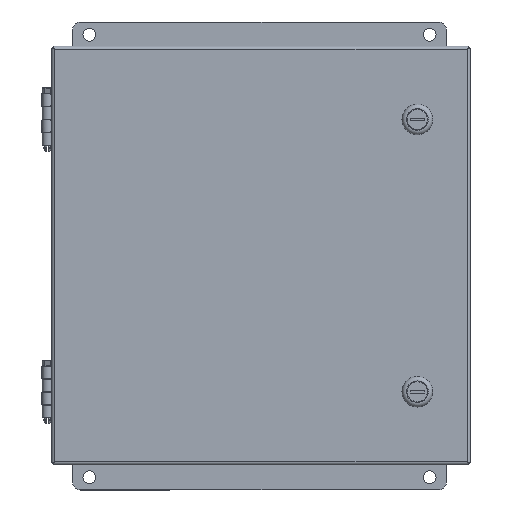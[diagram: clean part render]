
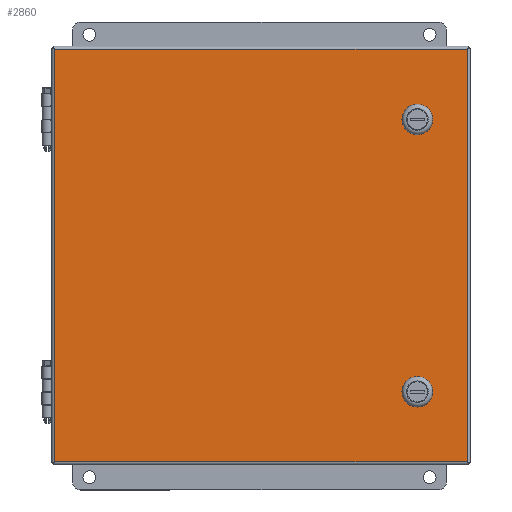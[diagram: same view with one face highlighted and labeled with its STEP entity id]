
A CAD part, top view. The second image highlights one B-rep face of the part: STEP entity #2860.
In plain terms, the highlighted face is planar.
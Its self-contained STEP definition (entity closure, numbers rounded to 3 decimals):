
#2860 = ADVANCED_FACE( '', ( #6565, #6566, #6567 ), #6568, .T. );
#6565 = FACE_BOUND( '', #17145, .T. );
#6566 = FACE_BOUND( '', #17146, .T. );
#6567 = FACE_OUTER_BOUND( '', #17147, .T. );
#6568 = PLANE( '', #17148 );
#17145 = EDGE_LOOP( '', ( #47393, #47394, #47395, #47396 ) );
#17146 = EDGE_LOOP( '', ( #47397, #47398, #47399, #47400 ) );
#17147 = EDGE_LOOP( '', ( #47401, #47402, #47403, #47404 ) );
#17148 = AXIS2_PLACEMENT_3D( '', #47405, #47406, #47407 );
#47393 = ORIENTED_EDGE( '', *, *, #59461, .F. );
#47394 = ORIENTED_EDGE( '', *, *, #60401, .F. );
#47395 = ORIENTED_EDGE( '', *, *, #60402, .F. );
#47396 = ORIENTED_EDGE( '', *, *, #59358, .F. );
#47397 = ORIENTED_EDGE( '', *, *, #60403, .F. );
#47398 = ORIENTED_EDGE( '', *, *, #60404, .F. );
#47399 = ORIENTED_EDGE( '', *, *, #60405, .F. );
#47400 = ORIENTED_EDGE( '', *, *, #60406, .F. );
#47401 = ORIENTED_EDGE( '', *, *, #60407, .T. );
#47402 = ORIENTED_EDGE( '', *, *, #60408, .F. );
#47403 = ORIENTED_EDGE( '', *, *, #60409, .T. );
#47404 = ORIENTED_EDGE( '', *, *, #60410, .T. );
#47405 = CARTESIAN_POINT( '', ( -156.21, 0., -156.21 ) );
#47406 = DIRECTION( '', ( 0., -1., 0. ) );
#47407 = DIRECTION( '', ( 0., 0., -1. ) );
#59358 = EDGE_CURVE( '', #65014, #65016, #65017, .T. );
#59461 = EDGE_CURVE( '', #65189, #65014, #65191, .T. );
#60401 = EDGE_CURVE( '', #66753, #65189, #66754, .T. );
#60402 = EDGE_CURVE( '', #65016, #66753, #66755, .T. );
#60403 = EDGE_CURVE( '', #66756, #66757, #66758, .T. );
#60404 = EDGE_CURVE( '', #66759, #66756, #66760, .T. );
#60405 = EDGE_CURVE( '', #66761, #66759, #66762, .T. );
#60406 = EDGE_CURVE( '', #66757, #66761, #66763, .T. );
#60407 = EDGE_CURVE( '', #65586, #66764, #66765, .T. );
#60408 = EDGE_CURVE( '', #66766, #66764, #66767, .T. );
#60409 = EDGE_CURVE( '', #66766, #66768, #66769, .T. );
#60410 = EDGE_CURVE( '', #66768, #65586, #66770, .T. );
#65014 = VERTEX_POINT( '', #74556 );
#65016 = VERTEX_POINT( '', #74559 );
#65017 = LINE( '', #74560, #74561 );
#65189 = VERTEX_POINT( '', #74989 );
#65191 = CIRCLE( '', #74992, 9.716 );
#65586 = VERTEX_POINT( '', #75972 );
#66753 = VERTEX_POINT( '', #79165 );
#66754 = LINE( '', #79166, #79167 );
#66755 = CIRCLE( '', #79168, 9.716 );
#66756 = VERTEX_POINT( '', #79169 );
#66757 = VERTEX_POINT( '', #79170 );
#66758 = CIRCLE( '', #79171, 9.716 );
#66759 = VERTEX_POINT( '', #79172 );
#66760 = LINE( '', #79173, #79174 );
#66761 = VERTEX_POINT( '', #79175 );
#66762 = CIRCLE( '', #79176, 9.716 );
#66763 = LINE( '', #79177, #79178 );
#66764 = VERTEX_POINT( '', #79179 );
#66765 = LINE( '', #79180, #79181 );
#66766 = VERTEX_POINT( '', #79182 );
#66767 = LINE( '', #79183, #79184 );
#66768 = VERTEX_POINT( '', #79185 );
#66769 = LINE( '', #79186, #79187 );
#66770 = LINE( '', #79188, #79189 );
#74556 = CARTESIAN_POINT( '', ( 108.585, 0., 106.922 ) );
#74559 = CARTESIAN_POINT( '', ( 108.585, 0., 96.278 ) );
#74560 = CARTESIAN_POINT( '', ( 108.585, 0., 106.922 ) );
#74561 = VECTOR( '', #90234, 1000. );
#74989 = CARTESIAN_POINT( '', ( 124.841, 0., 106.922 ) );
#74992 = AXIS2_PLACEMENT_3D( '', #90332, #90333, #90334 );
#75972 = CARTESIAN_POINT( '', ( 153.873, 0., -153.873 ) );
#79165 = CARTESIAN_POINT( '', ( 124.841, 0., 96.278 ) );
#79166 = CARTESIAN_POINT( '', ( 124.841, 0., 106.922 ) );
#79167 = VECTOR( '', #91015, 1000. );
#79168 = AXIS2_PLACEMENT_3D( '', #91016, #91017, #91018 );
#79169 = CARTESIAN_POINT( '', ( 124.841, 0., -96.278 ) );
#79170 = CARTESIAN_POINT( '', ( 108.585, 0., -96.278 ) );
#79171 = AXIS2_PLACEMENT_3D( '', #91019, #91020, #91021 );
#79172 = CARTESIAN_POINT( '', ( 124.841, 0., -106.922 ) );
#79173 = CARTESIAN_POINT( '', ( 124.841, 0., -96.278 ) );
#79174 = VECTOR( '', #91022, 1000. );
#79175 = CARTESIAN_POINT( '', ( 108.585, 0., -106.922 ) );
#79176 = AXIS2_PLACEMENT_3D( '', #91023, #91024, #91025 );
#79177 = CARTESIAN_POINT( '', ( 108.585, 0., -96.278 ) );
#79178 = VECTOR( '', #91026, 1000. );
#79179 = CARTESIAN_POINT( '', ( 153.873, 0., 153.873 ) );
#79180 = CARTESIAN_POINT( '', ( 153.873, 0., 153.873 ) );
#79181 = VECTOR( '', #91027, 1000. );
#79182 = CARTESIAN_POINT( '', ( -153.873, 0., 153.873 ) );
#79183 = CARTESIAN_POINT( '', ( -153.873, 0., 153.873 ) );
#79184 = VECTOR( '', #91028, 1000. );
#79185 = CARTESIAN_POINT( '', ( -153.873, 0., -153.873 ) );
#79186 = CARTESIAN_POINT( '', ( -153.873, 0., -156.21 ) );
#79187 = VECTOR( '', #91029, 1000. );
#79188 = CARTESIAN_POINT( '', ( 156.21, 0., -153.873 ) );
#79189 = VECTOR( '', #91030, 1000. );
#90234 = DIRECTION( '', ( 0., 0., -1. ) );
#90332 = CARTESIAN_POINT( '', ( 116.713, 0., 101.6 ) );
#90333 = DIRECTION( '', ( 0., -1., 0. ) );
#90334 = DIRECTION( '', ( 1., 0., 0. ) );
#91015 = DIRECTION( '', ( 0., 0., 1. ) );
#91016 = CARTESIAN_POINT( '', ( 116.713, 0., 101.6 ) );
#91017 = DIRECTION( '', ( 0., -1., 0. ) );
#91018 = DIRECTION( '', ( 1., 0., 0. ) );
#91019 = CARTESIAN_POINT( '', ( 116.713, 0., -101.6 ) );
#91020 = DIRECTION( '', ( 0., -1., 0. ) );
#91021 = DIRECTION( '', ( 1., 0., 0. ) );
#91022 = DIRECTION( '', ( 0., 0., 1. ) );
#91023 = CARTESIAN_POINT( '', ( 116.713, 0., -101.6 ) );
#91024 = DIRECTION( '', ( 0., -1., 0. ) );
#91025 = DIRECTION( '', ( 1., 0., 0. ) );
#91026 = DIRECTION( '', ( 0., 0., -1. ) );
#91027 = DIRECTION( '', ( 0., 0., 1. ) );
#91028 = DIRECTION( '', ( 1., 0., 0. ) );
#91029 = DIRECTION( '', ( 0., 0., -1. ) );
#91030 = DIRECTION( '', ( 1., 0., 0. ) );
